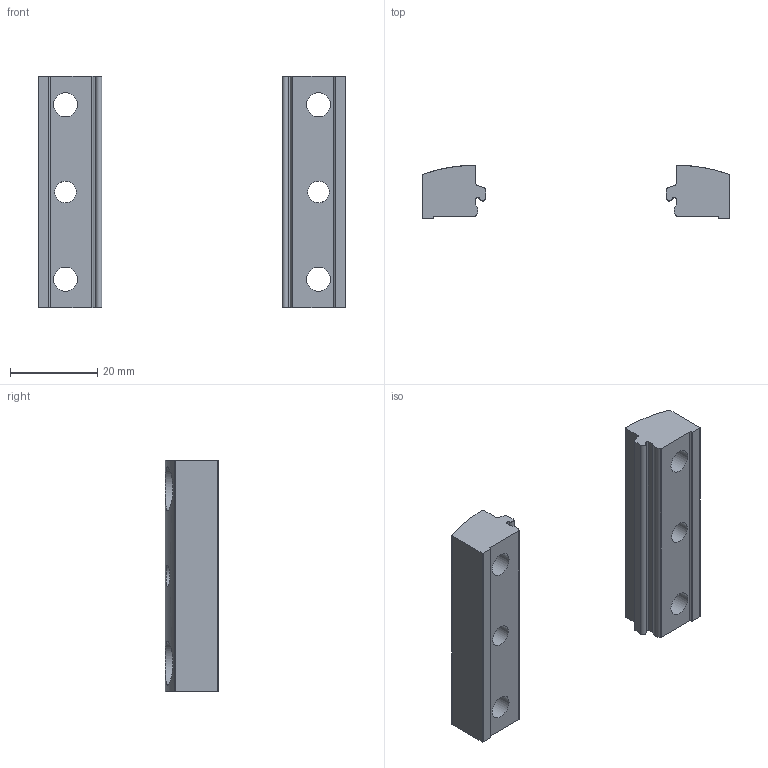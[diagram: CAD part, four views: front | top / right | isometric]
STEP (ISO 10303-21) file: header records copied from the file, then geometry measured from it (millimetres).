
FILE_DESCRIPTION(/* description */ ('STEP AP214'),/* implementation_level */ '2;1');
FILE_NAME(/* name */ '4835728_EAHF-L2-45-P',/* time_stamp */ '2024-08-21T04:52:04+02:00',/* author */ ('License CC BY-ND 4.0'),/* organization */ ('CADENAS'),/* preprocessor_version */ 'ST-DEVELOPER v19.3',/* originating_system */ 'PARTsolutions',/* authorisation */ ' ');
FILE_SCHEMA (('AUTOMOTIVE_DESIGN {1 0 10303 214 3 1 1}'));
Length unit declared in the file: millimetre
Products named in the file (2): 4835728 EAHF-L2-45-P---(45); 4633287 EAHF-L2-45-P---(c)
Assembly tree (2 placements, depth 2):
  4835728 EAHF-L2-45-P---(45)
    4633287 EAHF-L2-45-P---(c)  x2
Bounding box: 70.6 x 12.2 x 53 mm (x, y, z)
Volume: 12438 mm3; surface area: 7185.8 mm2
Topology: 2 solids, 2 shells, 64 faces, 174 edges, 118 vertices
Faces by surface type: cylinder 38, plane 26
Full cylindrical faces by diameter (mm): 5 x2, 5.5 x4, 10 x4
Entity records: 1077 total; most frequent: CARTESIAN_POINT 206, DIRECTION 181, ORIENTED_EDGE 158, EDGE_CURVE 79, AXIS2_PLACEMENT_3D 70, VERTEX_POINT 56, EDGE_LOOP 45, FACE_BOUND 45
